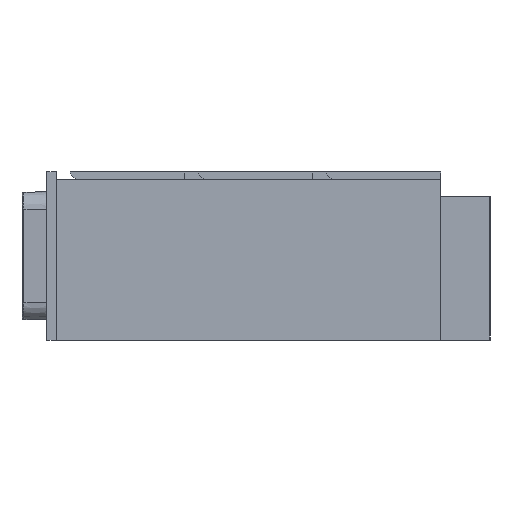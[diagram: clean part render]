
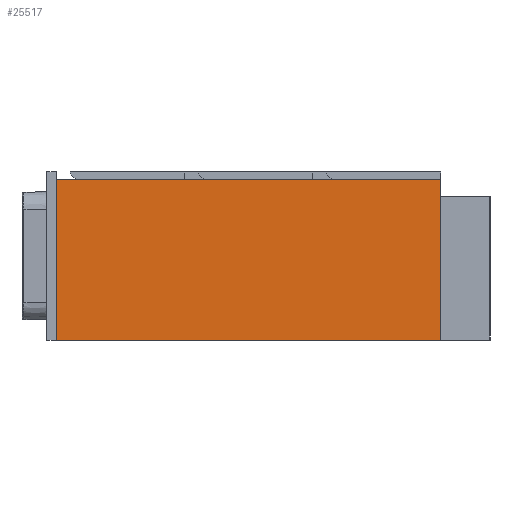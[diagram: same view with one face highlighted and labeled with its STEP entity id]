
A CAD part, left-side view. The second image highlights one B-rep face of the part: STEP entity #25517.
In plain terms, the highlighted planar face has unit normal (-1, 0, 0).
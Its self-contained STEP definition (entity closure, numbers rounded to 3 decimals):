
#373 = DIRECTION ( 'NONE',  ( 0., 1., 0. ) ) ;
#1240 = ORIENTED_EDGE ( 'NONE', *, *, #51362, .T. ) ;
#10477 = CARTESIAN_POINT ( 'NONE',  ( -894., -390., 325. ) ) ;
#10739 = CARTESIAN_POINT ( 'NONE',  ( -894., 390., 325. ) ) ;
#11421 = LINE ( 'NONE', #10477, #65954 ) ;
#15728 = EDGE_CURVE ( 'NONE', #29296, #49726, #11421, .T. ) ;
#16002 = DIRECTION ( 'NONE',  ( 0., 0., -1. ) ) ;
#17490 = FACE_OUTER_BOUND ( 'NONE', #47535, .T. ) ;
#20680 = DIRECTION ( 'NONE',  ( 0., 1., 0. ) ) ;
#20882 = LINE ( 'NONE', #43021, #25042 ) ;
#20993 = VERTEX_POINT ( 'NONE', #63656 ) ;
#21454 = LINE ( 'NONE', #25948, #62722 ) ;
#22690 = CARTESIAN_POINT ( 'NONE',  ( -894., -390., 325. ) ) ;
#25042 = VECTOR ( 'NONE', #26373, 1000. ) ;
#25517 = ADVANCED_FACE ( 'NONE', ( #17490 ), #30644, .T. ) ;
#25948 = CARTESIAN_POINT ( 'NONE',  ( -894., 390., 0. ) ) ;
#26373 = DIRECTION ( 'NONE',  ( 0., 0., -1. ) ) ;
#29296 = VERTEX_POINT ( 'NONE', #22690 ) ;
#30644 = PLANE ( 'NONE',  #33207 ) ;
#31747 = VERTEX_POINT ( 'NONE', #10739 ) ;
#33207 = AXIS2_PLACEMENT_3D ( 'NONE', #62506, #51900, #62941 ) ;
#35843 = CARTESIAN_POINT ( 'NONE',  ( -894., -390., 0. ) ) ;
#36413 = CARTESIAN_POINT ( 'NONE',  ( -894., 390., 325. ) ) ;
#37446 = VECTOR ( 'NONE', #20680, 1000. ) ;
#43021 = CARTESIAN_POINT ( 'NONE',  ( -894., 390., 325. ) ) ;
#44106 = EDGE_CURVE ( 'NONE', #31747, #20993, #20882, .T. ) ;
#47535 = EDGE_LOOP ( 'NONE', ( #49843, #57311, #1240, #60720 ) ) ;
#49726 = VERTEX_POINT ( 'NONE', #35843 ) ;
#49843 = ORIENTED_EDGE ( 'NONE', *, *, #66437, .F. ) ;
#51362 = EDGE_CURVE ( 'NONE', #29296, #31747, #67196, .T. ) ;
#51900 = DIRECTION ( 'NONE',  ( -1., 0., 0. ) ) ;
#57311 = ORIENTED_EDGE ( 'NONE', *, *, #15728, .F. ) ;
#60720 = ORIENTED_EDGE ( 'NONE', *, *, #44106, .T. ) ;
#62506 = CARTESIAN_POINT ( 'NONE',  ( -894., 390., 325. ) ) ;
#62722 = VECTOR ( 'NONE', #373, 1000. ) ;
#62941 = DIRECTION ( 'NONE',  ( 0., 0., 1. ) ) ;
#63656 = CARTESIAN_POINT ( 'NONE',  ( -894., 390., 0. ) ) ;
#65954 = VECTOR ( 'NONE', #16002, 1000. ) ;
#66437 = EDGE_CURVE ( 'NONE', #49726, #20993, #21454, .T. ) ;
#67196 = LINE ( 'NONE', #36413, #37446 ) ;
